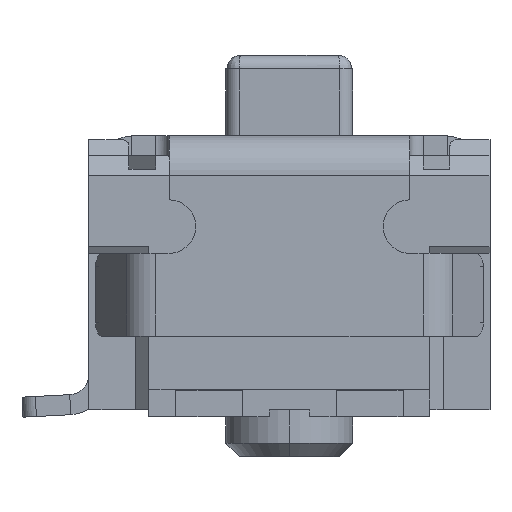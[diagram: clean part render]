
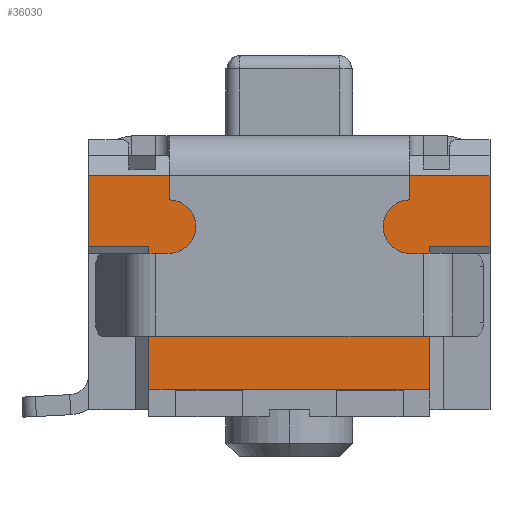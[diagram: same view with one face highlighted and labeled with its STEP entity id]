
A CAD part, front view. The second image highlights one B-rep face of the part: STEP entity #36030.
In plain terms, the highlighted planar face has unit normal (0, -1, 0).
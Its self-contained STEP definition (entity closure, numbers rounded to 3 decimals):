
#492 = PLANE('',#493);
#493 = AXIS2_PLACEMENT_3D('',#494,#495,#496);
#494 = CARTESIAN_POINT('',(-1.05,-6.425,0.002));
#495 = DIRECTION('',(1.,0.,0.));
#496 = DIRECTION('',(-0.,1.,0.));
#1002 = PLANE('',#1003);
#1003 = AXIS2_PLACEMENT_3D('',#1004,#1005,#1006);
#1004 = CARTESIAN_POINT('',(1.5,-6.275,1.952));
#1005 = DIRECTION('',(0.,0.707,-0.707));
#1006 = DIRECTION('',(0.,-0.707,-0.707));
#7739 = PLANE('',#7740);
#7740 = AXIS2_PLACEMENT_3D('',#7741,#7742,#7743);
#7741 = CARTESIAN_POINT('',(1.05,-5.7,0.002));
#7742 = DIRECTION('',(-1.,0.,0.));
#7743 = DIRECTION('',(0.,-1.,0.));
#14518 = PLANE('',#14519);
#14519 = AXIS2_PLACEMENT_3D('',#14520,#14521,#14522);
#14520 = CARTESIAN_POINT('',(-1.5,-6.425,0.052));
#14521 = DIRECTION('',(1.,0.,0.));
#14522 = DIRECTION('',(-0.,1.,0.));
#15456 = PLANE('',#15457);
#15457 = AXIS2_PLACEMENT_3D('',#15458,#15459,#15460);
#15458 = CARTESIAN_POINT('',(1.5,-3.1,0.052));
#15459 = DIRECTION('',(-1.,0.,0.));
#15460 = DIRECTION('',(0.,-1.,0.));
#16302 = VERTEX_POINT('',#16303);
#16303 = CARTESIAN_POINT('',(-1.05,-6.425,0.202));
#16319 = PLANE('',#16320);
#16320 = AXIS2_PLACEMENT_3D('',#16321,#16322,#16323);
#16321 = CARTESIAN_POINT('',(1.05,-6.425,0.202));
#16322 = DIRECTION('',(0.,-0.,1.));
#16323 = DIRECTION('',(0.,1.,0.));
#16331 = EDGE_CURVE('',#16302,#16332,#16334,.T.);
#16332 = VERTEX_POINT('',#16333);
#16333 = CARTESIAN_POINT('',(-1.05,-6.425,1.272));
#16334 = SURFACE_CURVE('',#16335,(#16339,#16346),.PCURVE_S1.);
#16335 = LINE('',#16336,#16337);
#16336 = CARTESIAN_POINT('',(-1.05,-6.425,0.202));
#16337 = VECTOR('',#16338,1.);
#16338 = DIRECTION('',(0.,0.,1.));
#16339 = PCURVE('',#492,#16340);
#16340 = DEFINITIONAL_REPRESENTATION('',(#16341),#16345);
#16341 = LINE('',#16342,#16343);
#16342 = CARTESIAN_POINT('',(0.,0.2));
#16343 = VECTOR('',#16344,1.);
#16344 = DIRECTION('',(0.,1.));
#16345 = ( GEOMETRIC_REPRESENTATION_CONTEXT(2) 
PARAMETRIC_REPRESENTATION_CONTEXT() REPRESENTATION_CONTEXT('2D SPACE',''
  ) );
#16346 = PCURVE('',#16347,#16352);
#16347 = PLANE('',#16348);
#16348 = AXIS2_PLACEMENT_3D('',#16349,#16350,#16351);
#16349 = CARTESIAN_POINT('',(1.5,-6.425,0.202));
#16350 = DIRECTION('',(0.,1.,0.));
#16351 = DIRECTION('',(-1.,0.,0.));
#16352 = DEFINITIONAL_REPRESENTATION('',(#16353),#16357);
#16353 = LINE('',#16354,#16355);
#16354 = CARTESIAN_POINT('',(2.55,0.));
#16355 = VECTOR('',#16356,1.);
#16356 = DIRECTION('',(0.,1.));
#16357 = ( GEOMETRIC_REPRESENTATION_CONTEXT(2) 
PARAMETRIC_REPRESENTATION_CONTEXT() REPRESENTATION_CONTEXT('2D SPACE',''
  ) );
#16375 = PLANE('',#16376);
#16376 = AXIS2_PLACEMENT_3D('',#16377,#16378,#16379);
#16377 = CARTESIAN_POINT('',(-1.05,-6.425,1.272));
#16378 = DIRECTION('',(0.,0.243,0.97));
#16379 = DIRECTION('',(0.,0.97,-0.243));
#16585 = VERTEX_POINT('',#16586);
#16586 = CARTESIAN_POINT('',(-1.5,-6.425,1.272));
#16607 = EDGE_CURVE('',#16585,#16608,#16610,.T.);
#16608 = VERTEX_POINT('',#16609);
#16609 = CARTESIAN_POINT('',(-1.5,-6.425,1.802));
#16610 = SURFACE_CURVE('',#16611,(#16615,#16622),.PCURVE_S1.);
#16611 = LINE('',#16612,#16613);
#16612 = CARTESIAN_POINT('',(-1.5,-6.425,0.202));
#16613 = VECTOR('',#16614,1.);
#16614 = DIRECTION('',(0.,0.,1.));
#16615 = PCURVE('',#14518,#16616);
#16616 = DEFINITIONAL_REPRESENTATION('',(#16617),#16621);
#16617 = LINE('',#16618,#16619);
#16618 = CARTESIAN_POINT('',(0.,0.15));
#16619 = VECTOR('',#16620,1.);
#16620 = DIRECTION('',(0.,1.));
#16621 = ( GEOMETRIC_REPRESENTATION_CONTEXT(2) 
PARAMETRIC_REPRESENTATION_CONTEXT() REPRESENTATION_CONTEXT('2D SPACE',''
  ) );
#16622 = PCURVE('',#16347,#16623);
#16623 = DEFINITIONAL_REPRESENTATION('',(#16624),#16628);
#16624 = LINE('',#16625,#16626);
#16625 = CARTESIAN_POINT('',(3.,0.));
#16626 = VECTOR('',#16627,1.);
#16627 = DIRECTION('',(0.,1.));
#16628 = ( GEOMETRIC_REPRESENTATION_CONTEXT(2) 
PARAMETRIC_REPRESENTATION_CONTEXT() REPRESENTATION_CONTEXT('2D SPACE',''
  ) );
#20079 = VERTEX_POINT('',#20080);
#20080 = CARTESIAN_POINT('',(1.5,-6.425,1.802));
#20101 = EDGE_CURVE('',#20102,#20079,#20104,.T.);
#20102 = VERTEX_POINT('',#20103);
#20103 = CARTESIAN_POINT('',(1.5,-6.425,1.272));
#20104 = SURFACE_CURVE('',#20105,(#20109,#20116),.PCURVE_S1.);
#20105 = LINE('',#20106,#20107);
#20106 = CARTESIAN_POINT('',(1.5,-6.425,0.202));
#20107 = VECTOR('',#20108,1.);
#20108 = DIRECTION('',(0.,0.,1.));
#20109 = PCURVE('',#15456,#20110);
#20110 = DEFINITIONAL_REPRESENTATION('',(#20111),#20115);
#20111 = LINE('',#20112,#20113);
#20112 = CARTESIAN_POINT('',(3.325,0.15));
#20113 = VECTOR('',#20114,1.);
#20114 = DIRECTION('',(0.,1.));
#20115 = ( GEOMETRIC_REPRESENTATION_CONTEXT(2) 
PARAMETRIC_REPRESENTATION_CONTEXT() REPRESENTATION_CONTEXT('2D SPACE',''
  ) );
#20116 = PCURVE('',#16347,#20117);
#20117 = DEFINITIONAL_REPRESENTATION('',(#20118),#20122);
#20118 = LINE('',#20119,#20120);
#20119 = CARTESIAN_POINT('',(0.,0.));
#20120 = VECTOR('',#20121,1.);
#20121 = DIRECTION('',(0.,1.));
#20122 = ( GEOMETRIC_REPRESENTATION_CONTEXT(2) 
PARAMETRIC_REPRESENTATION_CONTEXT() REPRESENTATION_CONTEXT('2D SPACE',''
  ) );
#20140 = PLANE('',#20141);
#20141 = AXIS2_PLACEMENT_3D('',#20142,#20143,#20144);
#20142 = CARTESIAN_POINT('',(1.5,-6.425,1.272));
#20143 = DIRECTION('',(0.,0.243,0.97));
#20144 = DIRECTION('',(0.,0.97,-0.243));
#20351 = VERTEX_POINT('',#20352);
#20352 = CARTESIAN_POINT('',(1.05,-6.425,1.272));
#20373 = EDGE_CURVE('',#20374,#20351,#20376,.T.);
#20374 = VERTEX_POINT('',#20375);
#20375 = CARTESIAN_POINT('',(1.05,-6.425,0.202));
#20376 = SURFACE_CURVE('',#20377,(#20381,#20388),.PCURVE_S1.);
#20377 = LINE('',#20378,#20379);
#20378 = CARTESIAN_POINT('',(1.05,-6.425,0.202));
#20379 = VECTOR('',#20380,1.);
#20380 = DIRECTION('',(0.,0.,1.));
#20381 = PCURVE('',#7739,#20382);
#20382 = DEFINITIONAL_REPRESENTATION('',(#20383),#20387);
#20383 = LINE('',#20384,#20385);
#20384 = CARTESIAN_POINT('',(0.725,0.2));
#20385 = VECTOR('',#20386,1.);
#20386 = DIRECTION('',(0.,1.));
#20387 = ( GEOMETRIC_REPRESENTATION_CONTEXT(2) 
PARAMETRIC_REPRESENTATION_CONTEXT() REPRESENTATION_CONTEXT('2D SPACE',''
  ) );
#20388 = PCURVE('',#16347,#20389);
#20389 = DEFINITIONAL_REPRESENTATION('',(#20390),#20394);
#20390 = LINE('',#20391,#20392);
#20391 = CARTESIAN_POINT('',(0.45,0.));
#20392 = VECTOR('',#20393,1.);
#20393 = DIRECTION('',(0.,1.));
#20394 = ( GEOMETRIC_REPRESENTATION_CONTEXT(2) 
PARAMETRIC_REPRESENTATION_CONTEXT() REPRESENTATION_CONTEXT('2D SPACE',''
  ) );
#28816 = EDGE_CURVE('',#20079,#16608,#28817,.T.);
#28817 = SURFACE_CURVE('',#28818,(#28822,#28829),.PCURVE_S1.);
#28818 = LINE('',#28819,#28820);
#28819 = CARTESIAN_POINT('',(1.5,-6.425,1.802));
#28820 = VECTOR('',#28821,1.);
#28821 = DIRECTION('',(-1.,0.,0.));
#28822 = PCURVE('',#1002,#28823);
#28823 = DEFINITIONAL_REPRESENTATION('',(#28824),#28828);
#28824 = LINE('',#28825,#28826);
#28825 = CARTESIAN_POINT('',(0.212,0.));
#28826 = VECTOR('',#28827,1.);
#28827 = DIRECTION('',(-0.,1.));
#28828 = ( GEOMETRIC_REPRESENTATION_CONTEXT(2) 
PARAMETRIC_REPRESENTATION_CONTEXT() REPRESENTATION_CONTEXT('2D SPACE',''
  ) );
#28829 = PCURVE('',#16347,#28830);
#28830 = DEFINITIONAL_REPRESENTATION('',(#28831),#28835);
#28831 = LINE('',#28832,#28833);
#28832 = CARTESIAN_POINT('',(0.,1.6));
#28833 = VECTOR('',#28834,1.);
#28834 = DIRECTION('',(1.,0.));
#28835 = ( GEOMETRIC_REPRESENTATION_CONTEXT(2) 
PARAMETRIC_REPRESENTATION_CONTEXT() REPRESENTATION_CONTEXT('2D SPACE',''
  ) );
#33467 = EDGE_CURVE('',#20102,#20351,#33468,.T.);
#33468 = SURFACE_CURVE('',#33469,(#33473,#33480),.PCURVE_S1.);
#33469 = LINE('',#33470,#33471);
#33470 = CARTESIAN_POINT('',(1.5,-6.425,1.272));
#33471 = VECTOR('',#33472,1.);
#33472 = DIRECTION('',(-1.,0.,0.));
#33473 = PCURVE('',#20140,#33474);
#33474 = DEFINITIONAL_REPRESENTATION('',(#33475),#33479);
#33475 = LINE('',#33476,#33477);
#33476 = CARTESIAN_POINT('',(0.,0.));
#33477 = VECTOR('',#33478,1.);
#33478 = DIRECTION('',(0.,1.));
#33479 = ( GEOMETRIC_REPRESENTATION_CONTEXT(2) 
PARAMETRIC_REPRESENTATION_CONTEXT() REPRESENTATION_CONTEXT('2D SPACE',''
  ) );
#33480 = PCURVE('',#16347,#33481);
#33481 = DEFINITIONAL_REPRESENTATION('',(#33482),#33486);
#33482 = LINE('',#33483,#33484);
#33483 = CARTESIAN_POINT('',(0.,1.07));
#33484 = VECTOR('',#33485,1.);
#33485 = DIRECTION('',(1.,0.));
#33486 = ( GEOMETRIC_REPRESENTATION_CONTEXT(2) 
PARAMETRIC_REPRESENTATION_CONTEXT() REPRESENTATION_CONTEXT('2D SPACE',''
  ) );
#35637 = EDGE_CURVE('',#16332,#16585,#35638,.T.);
#35638 = SURFACE_CURVE('',#35639,(#35643,#35650),.PCURVE_S1.);
#35639 = LINE('',#35640,#35641);
#35640 = CARTESIAN_POINT('',(1.5,-6.425,1.272));
#35641 = VECTOR('',#35642,1.);
#35642 = DIRECTION('',(-1.,0.,0.));
#35643 = PCURVE('',#16375,#35644);
#35644 = DEFINITIONAL_REPRESENTATION('',(#35645),#35649);
#35645 = LINE('',#35646,#35647);
#35646 = CARTESIAN_POINT('',(0.,-2.55));
#35647 = VECTOR('',#35648,1.);
#35648 = DIRECTION('',(0.,1.));
#35649 = ( GEOMETRIC_REPRESENTATION_CONTEXT(2) 
PARAMETRIC_REPRESENTATION_CONTEXT() REPRESENTATION_CONTEXT('2D SPACE',''
  ) );
#35650 = PCURVE('',#16347,#35651);
#35651 = DEFINITIONAL_REPRESENTATION('',(#35652),#35656);
#35652 = LINE('',#35653,#35654);
#35653 = CARTESIAN_POINT('',(0.,1.07));
#35654 = VECTOR('',#35655,1.);
#35655 = DIRECTION('',(1.,0.));
#35656 = ( GEOMETRIC_REPRESENTATION_CONTEXT(2) 
PARAMETRIC_REPRESENTATION_CONTEXT() REPRESENTATION_CONTEXT('2D SPACE',''
  ) );
#36030 = ADVANCED_FACE('',(#36031),#16347,.F.);
#36031 = FACE_BOUND('',#36032,.T.);
#36032 = EDGE_LOOP('',(#36033,#36034,#36035,#36036,#36037,#36038,#36039,
    #36040));
#36033 = ORIENTED_EDGE('',*,*,#20373,.T.);
#36034 = ORIENTED_EDGE('',*,*,#33467,.F.);
#36035 = ORIENTED_EDGE('',*,*,#20101,.T.);
#36036 = ORIENTED_EDGE('',*,*,#28816,.T.);
#36037 = ORIENTED_EDGE('',*,*,#16607,.F.);
#36038 = ORIENTED_EDGE('',*,*,#35637,.F.);
#36039 = ORIENTED_EDGE('',*,*,#16331,.F.);
#36040 = ORIENTED_EDGE('',*,*,#36041,.F.);
#36041 = EDGE_CURVE('',#20374,#16302,#36042,.T.);
#36042 = SURFACE_CURVE('',#36043,(#36047,#36054),.PCURVE_S1.);
#36043 = LINE('',#36044,#36045);
#36044 = CARTESIAN_POINT('',(1.5,-6.425,0.202));
#36045 = VECTOR('',#36046,1.);
#36046 = DIRECTION('',(-1.,0.,0.));
#36047 = PCURVE('',#16347,#36048);
#36048 = DEFINITIONAL_REPRESENTATION('',(#36049),#36053);
#36049 = LINE('',#36050,#36051);
#36050 = CARTESIAN_POINT('',(0.,0.));
#36051 = VECTOR('',#36052,1.);
#36052 = DIRECTION('',(1.,0.));
#36053 = ( GEOMETRIC_REPRESENTATION_CONTEXT(2) 
PARAMETRIC_REPRESENTATION_CONTEXT() REPRESENTATION_CONTEXT('2D SPACE',''
  ) );
#36054 = PCURVE('',#16319,#36055);
#36055 = DEFINITIONAL_REPRESENTATION('',(#36056),#36060);
#36056 = LINE('',#36057,#36058);
#36057 = CARTESIAN_POINT('',(0.,-0.45));
#36058 = VECTOR('',#36059,1.);
#36059 = DIRECTION('',(0.,1.));
#36060 = ( GEOMETRIC_REPRESENTATION_CONTEXT(2) 
PARAMETRIC_REPRESENTATION_CONTEXT() REPRESENTATION_CONTEXT('2D SPACE',''
  ) );
